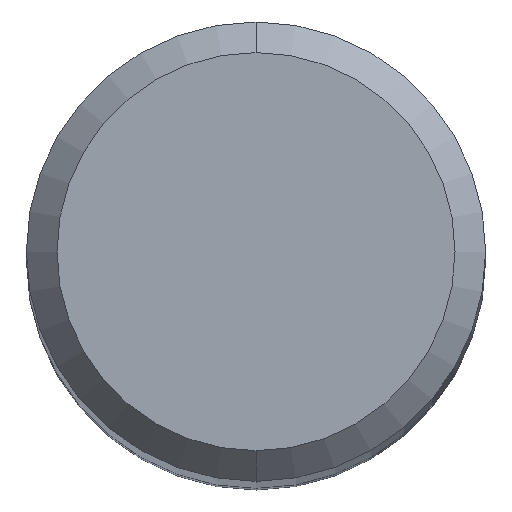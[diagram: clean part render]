
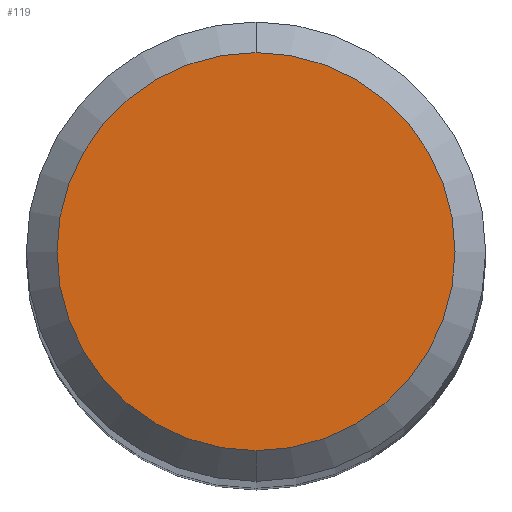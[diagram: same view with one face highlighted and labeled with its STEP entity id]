
A CAD part, top view. The second image highlights one B-rep face of the part: STEP entity #119.
In plain terms, the highlighted planar face has unit normal (0, 0, 1).
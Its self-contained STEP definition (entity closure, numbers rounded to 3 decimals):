
#105=EDGE_CURVE('',#137,#143,#225,.T.);
#119=ADVANCED_FACE('',(#242),#243,.T.);
#137=VERTEX_POINT('',#263);
#143=VERTEX_POINT('',#269);
#155=EDGE_CURVE('',#143,#137,#282,.T.);
#225=CIRCLE('',#359,2.6);
#242=FACE_OUTER_BOUND('',#377,.T.);
#243=PLANE('',#378);
#263=CARTESIAN_POINT('',(0.,-2.6,0.0));
#269=CARTESIAN_POINT('',(0.0,2.6,0.0));
#282=CIRCLE('',#427,2.6);
#359=AXIS2_PLACEMENT_3D('',#488,#489,#490);
#377=EDGE_LOOP('',(#518,#519));
#378=AXIS2_PLACEMENT_3D('',#520,#521,#522);
#427=AXIS2_PLACEMENT_3D('',#561,#562,#563);
#488=CARTESIAN_POINT('',(0.0,0.0,0.0));
#489=DIRECTION('',(0.0,0.0,-1.0));
#490=DIRECTION('',(0.0,1.0,0.0));
#518=ORIENTED_EDGE('',*,*,#155,.F.);
#519=ORIENTED_EDGE('',*,*,#105,.F.);
#520=CARTESIAN_POINT('',(0.0,1.3,0.0));
#521=DIRECTION('',(-0.0,0.0,1.0));
#522=DIRECTION('',(0.0,-1.0,0.0));
#561=CARTESIAN_POINT('',(0.0,0.0,0.0));
#562=DIRECTION('',(0.0,0.0,-1.0));
#563=DIRECTION('',(0.0,1.0,0.0));
